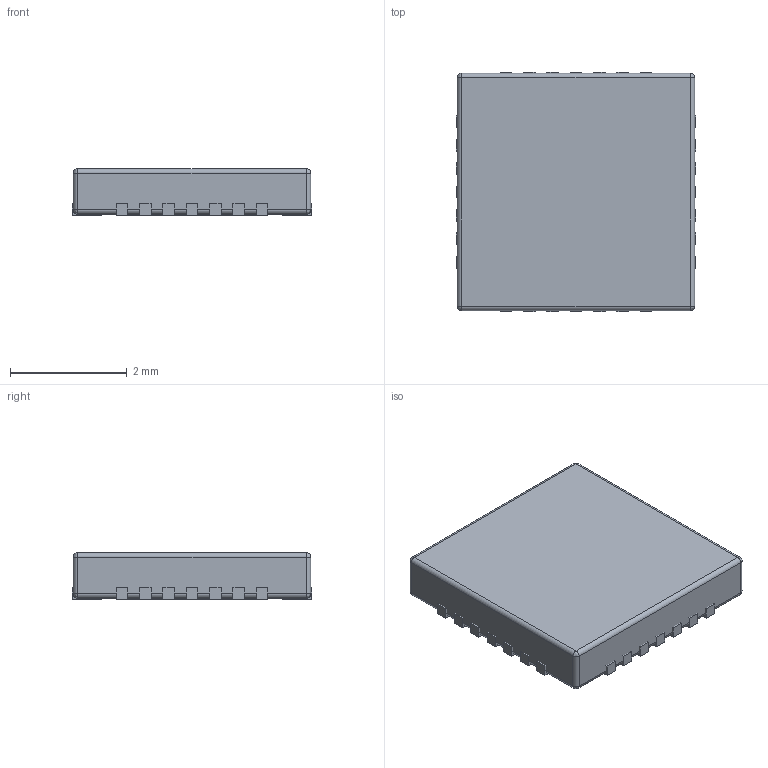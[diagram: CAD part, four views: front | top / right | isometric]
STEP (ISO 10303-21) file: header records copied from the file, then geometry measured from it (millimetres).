
FILE_DESCRIPTION (( 'STEP AP203' ), '1' );
FILE_NAME ('MO-220WGGE.step', '2019-10-07T21:34:13', ( '' ), ( '' ), 'SwSTEP 2.0', 'SolidWorks 2017', '' );
FILE_SCHEMA (( 'CONFIG_CONTROL_DESIGN' ));
Length unit declared in the file: millimetre
Products named in the file (1): MO-220WGGE
Bounding box: 4.1 x 4.1 x 0.8 mm (x, y, z)
Surface area: 69 mm2
Topology: 30 solids, 30 shells, 211 faces, 437 edges, 278 vertices
Faces by surface type: plane 153, cylinder 50, bspline 8
Entity records: 5578 total; most frequent: CARTESIAN_POINT 1039, DIRECTION 937, ORIENTED_EDGE 858, EDGE_CURVE 429, VECTOR 329, LINE 329, AXIS2_PLACEMENT_3D 304, VERTEX_POINT 278
